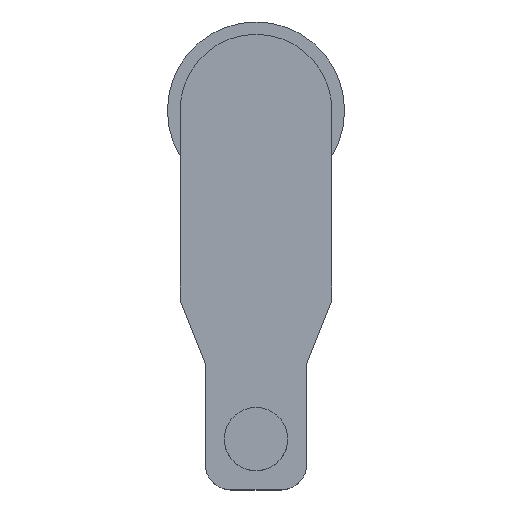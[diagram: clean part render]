
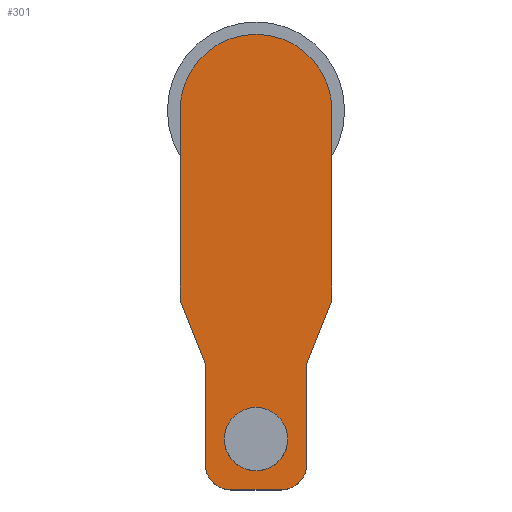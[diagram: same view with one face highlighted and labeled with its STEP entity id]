
A CAD part, top view. The second image highlights one B-rep face of the part: STEP entity #301.
In plain terms, the highlighted planar face has unit normal (0, 0, 1).
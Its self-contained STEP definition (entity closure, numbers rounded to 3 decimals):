
#23=FACE_BOUND('',#62,.T.);
#41=FACE_OUTER_BOUND('',#61,.T.);
#61=EDGE_LOOP('',(#261,#262,#263,#264,#265,#266,#267,#268,#269,#270));
#62=EDGE_LOOP('',(#271));
#75=LINE('',#480,#102);
#78=LINE('',#489,#105);
#83=LINE('',#512,#110);
#85=LINE('',#515,#112);
#86=LINE('',#517,#113);
#87=LINE('',#520,#114);
#89=LINE('',#523,#116);
#102=VECTOR('',#386,10.);
#105=VECTOR('',#395,10.);
#110=VECTOR('',#424,10.);
#112=VECTOR('',#428,10.);
#113=VECTOR('',#431,10.);
#114=VECTOR('',#434,10.);
#116=VECTOR('',#438,10.);
#121=CIRCLE('',#328,6.);
#122=CIRCLE('',#330,2.);
#123=CIRCLE('',#333,2.);
#128=CIRCLE('',#344,2.5);
#140=VERTEX_POINT('',#466);
#141=VERTEX_POINT('',#467);
#142=VERTEX_POINT('',#472);
#143=VERTEX_POINT('',#473);
#144=VERTEX_POINT('',#478);
#145=VERTEX_POINT('',#482);
#146=VERTEX_POINT('',#483);
#147=VERTEX_POINT('',#488);
#152=VERTEX_POINT('',#506);
#153=VERTEX_POINT('',#511);
#154=VERTEX_POINT('',#519);
#166=EDGE_CURVE('',#140,#141,#121,.T.);
#169=EDGE_CURVE('',#142,#143,#122,.T.);
#173=EDGE_CURVE('',#142,#144,#75,.T.);
#174=EDGE_CURVE('',#145,#146,#123,.T.);
#177=EDGE_CURVE('',#147,#146,#78,.T.);
#186=EDGE_CURVE('',#152,#152,#128,.T.);
#187=EDGE_CURVE('',#153,#141,#83,.T.);
#189=EDGE_CURVE('',#144,#153,#85,.T.);
#190=EDGE_CURVE('',#145,#143,#86,.T.);
#191=EDGE_CURVE('',#154,#147,#87,.T.);
#193=EDGE_CURVE('',#140,#154,#89,.T.);
#261=ORIENTED_EDGE('',*,*,#166,.F.);
#262=ORIENTED_EDGE('',*,*,#193,.T.);
#263=ORIENTED_EDGE('',*,*,#191,.T.);
#264=ORIENTED_EDGE('',*,*,#177,.T.);
#265=ORIENTED_EDGE('',*,*,#174,.F.);
#266=ORIENTED_EDGE('',*,*,#190,.T.);
#267=ORIENTED_EDGE('',*,*,#169,.F.);
#268=ORIENTED_EDGE('',*,*,#173,.T.);
#269=ORIENTED_EDGE('',*,*,#189,.T.);
#270=ORIENTED_EDGE('',*,*,#187,.T.);
#271=ORIENTED_EDGE('',*,*,#186,.T.);
#283=PLANE('',#351);
#301=ADVANCED_FACE('',(#41,#23),#283,.T.);
#328=AXIS2_PLACEMENT_3D('',#468,#373,#374);
#330=AXIS2_PLACEMENT_3D('',#474,#379,#380);
#333=AXIS2_PLACEMENT_3D('',#484,#389,#390);
#344=AXIS2_PLACEMENT_3D('',#508,#418,#419);
#351=AXIS2_PLACEMENT_3D('',#524,#439,#440);
#373=DIRECTION('center_axis',(0.,0.,-1.));
#374=DIRECTION('ref_axis',(-0.707,0.707,0.));
#379=DIRECTION('center_axis',(0.,0.,-1.));
#380=DIRECTION('ref_axis',(0.707,-0.707,0.));
#386=DIRECTION('',(0.,1.,0.));
#389=DIRECTION('center_axis',(0.,0.,-1.));
#390=DIRECTION('ref_axis',(-0.707,-0.707,0.));
#395=DIRECTION('',(0.,-1.,0.));
#418=DIRECTION('center_axis',(0.,0.,-1.));
#419=DIRECTION('ref_axis',(-1.,0.,0.));
#424=DIRECTION('',(0.,1.,0.));
#428=DIRECTION('',(0.371,0.928,0.));
#431=DIRECTION('',(1.,0.,0.));
#434=DIRECTION('',(0.371,-0.928,0.));
#438=DIRECTION('',(0.,-1.,0.));
#439=DIRECTION('center_axis',(0.,0.,1.));
#440=DIRECTION('ref_axis',(1.,0.,0.));
#466=CARTESIAN_POINT('',(-6.,26.,5.));
#467=CARTESIAN_POINT('',(6.,26.,5.));
#468=CARTESIAN_POINT('Origin',(0.,26.,5.));
#472=CARTESIAN_POINT('',(4.,-2.,5.));
#473=CARTESIAN_POINT('',(2.,-4.,5.));
#474=CARTESIAN_POINT('Origin',(2.,-2.,5.));
#478=CARTESIAN_POINT('',(4.,6.,5.));
#480=CARTESIAN_POINT('',(4.,-4.,5.));
#482=CARTESIAN_POINT('',(-2.,-4.,5.));
#483=CARTESIAN_POINT('',(-4.,-2.,5.));
#484=CARTESIAN_POINT('Origin',(-2.,-2.,5.));
#488=CARTESIAN_POINT('',(-4.,6.,5.));
#489=CARTESIAN_POINT('',(-4.,6.,5.));
#506=CARTESIAN_POINT('',(-2.5,0.,5.));
#508=CARTESIAN_POINT('Origin',(0.,0.,5.));
#511=CARTESIAN_POINT('',(6.,11.,5.));
#512=CARTESIAN_POINT('',(6.,11.,5.));
#515=CARTESIAN_POINT('',(4.,6.,5.));
#517=CARTESIAN_POINT('',(-4.,-4.,5.));
#519=CARTESIAN_POINT('',(-6.,11.,5.));
#520=CARTESIAN_POINT('',(-6.,11.,5.));
#523=CARTESIAN_POINT('',(-6.,32.,5.));
#524=CARTESIAN_POINT('Origin',(0.,14.,5.));
